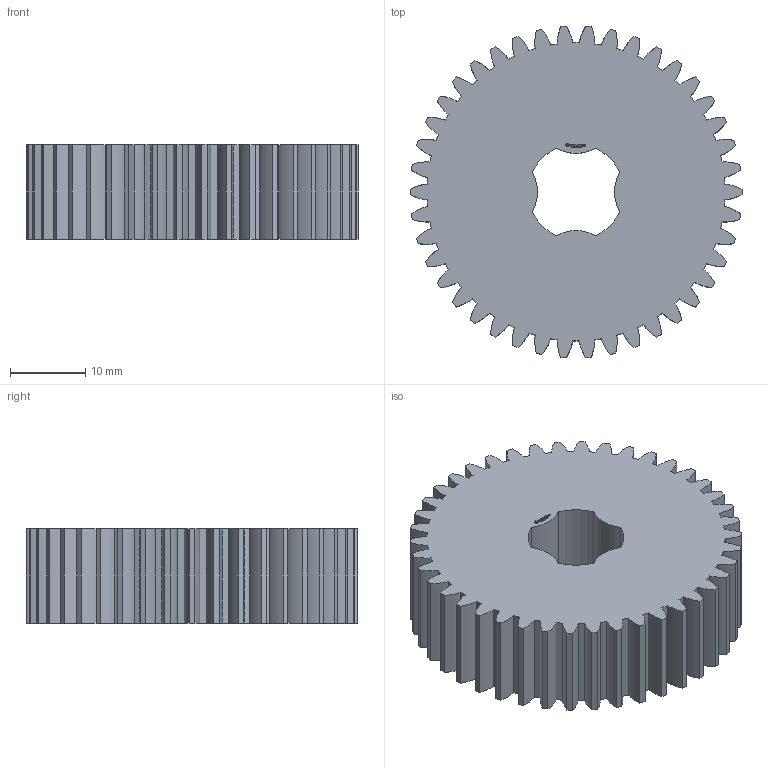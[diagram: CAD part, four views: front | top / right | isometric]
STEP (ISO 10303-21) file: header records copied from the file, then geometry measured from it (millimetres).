
FILE_DESCRIPTION(('FreeCAD Model'),'2;1');
FILE_NAME('Open CASCADE Shape Model','2024-03-09T20:29:48',(''),(''), 'Open CASCADE STEP processor 7.6','FreeCAD','Unknown');
FILE_SCHEMA(('AUTOMOTIVE_DESIGN { 1 0 10303 214 1 1 1 1 }'));
Length unit declared in the file: millimetre
Products named in the file (1): Gear Wheel PLN TTH42 BU01.00 SFT-SHD - SPN-GWH-0148 (stemfie.org)
Bounding box: 43.99 x 43.93 x 12.5 mm (x, y, z)
Volume: 15806.7 mm3; surface area: 6401.8 mm2
Topology: 1 solids, 1 shells, 634 faces, 1800 edges, 1200 vertices
Faces by surface type: plane 330, extrusion 296, cylinder 8
Entity records: 56189 total; most frequent: CARTESIAN_POINT 17765, DIRECTION 5206, VECTOR 4480, LINE 4184, ORIENTED_EDGE 3600, PCURVE 3600, DEFINITIONAL_REPRESENTATION 3600, EDGE_CURVE 1800
